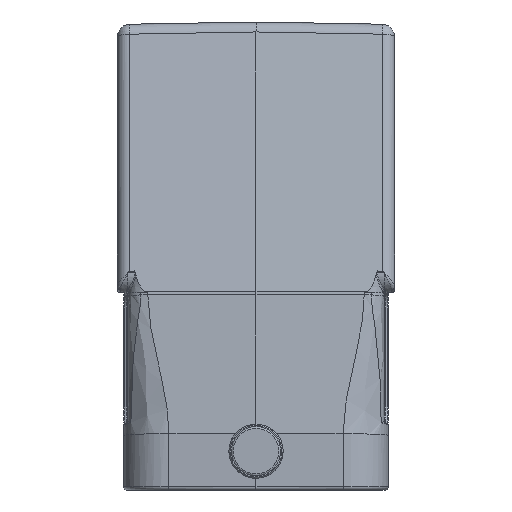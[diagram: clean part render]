
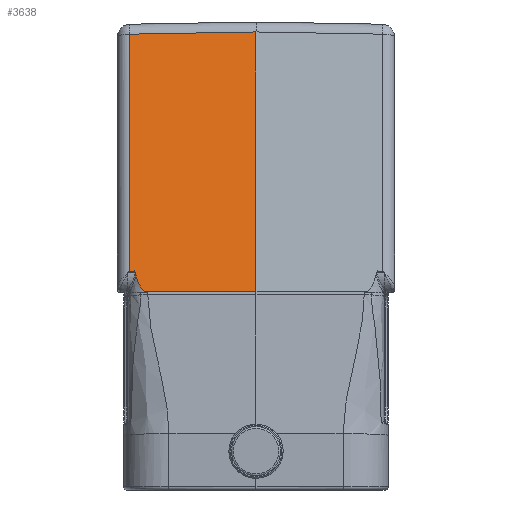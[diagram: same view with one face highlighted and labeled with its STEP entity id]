
A CAD part, left-side view. The second image highlights one B-rep face of the part: STEP entity #3638.
In plain terms, the highlighted planar face has unit normal (-0.982, 0.018, 0.191).
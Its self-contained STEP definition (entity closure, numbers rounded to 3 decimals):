
#3284=CARTESIAN_POINT('',(-57.884,18.118,23.074));
#3285=VERTEX_POINT('',#3284);
#3286=CARTESIAN_POINT('',(-58.195,0.,23.134));
#3287=VERTEX_POINT('',#3286);
#3288=CARTESIAN_POINT('',(-57.884,18.118,23.074));
#3289=DIRECTION('',(-0.017,-1.,0.003));
#3290=VECTOR('',#3289,18.121);
#3291=LINE('',#3288,#3290);
#3292=EDGE_CURVE('',#3285,#3287,#3291,.T.);
#3552=CARTESIAN_POINT('',(-58.195,0.0,23.134));
#3553=DIRECTION('',(-0.981,0.017,0.191));
#3554=DIRECTION('',(0.191,0.,0.982));
#3555=AXIS2_PLACEMENT_3D('',#3552,#3553,#3554);
#3556=PLANE('',#3555);
#3557=CARTESIAN_POINT('',(-57.211,20.535,26.317));
#3558=VERTEX_POINT('',#3557);
#3559=CARTESIAN_POINT('',(-57.204,19.797,26.423));
#3560=VERTEX_POINT('',#3559);
#3561=CARTESIAN_POINT('',(-57.211,20.535,26.317));
#3562=DIRECTION('',(0.01,-0.99,0.141));
#3563=VECTOR('',#3562,0.745);
#3564=LINE('',#3561,#3563);
#3565=EDGE_CURVE('',#3558,#3560,#3564,.T.);
#3566=ORIENTED_EDGE('',*,*,#3565,.T.);
#3567=CARTESIAN_POINT('',(-57.215,19.736,26.367));
#3568=VERTEX_POINT('',#3567);
#3569=CARTESIAN_POINT('',(-57.204,19.797,26.423));
#3570=CARTESIAN_POINT('',(-57.204,19.796,26.422));
#3571=CARTESIAN_POINT('',(-57.204,19.795,26.421));
#3572=CARTESIAN_POINT('',(-57.204,19.794,26.42));
#3573=CARTESIAN_POINT('',(-57.205,19.789,26.416));
#3574=CARTESIAN_POINT('',(-57.206,19.784,26.412));
#3575=CARTESIAN_POINT('',(-57.207,19.78,26.408));
#3576=CARTESIAN_POINT('',(-57.209,19.764,26.396));
#3577=CARTESIAN_POINT('',(-57.212,19.75,26.382));
#3578=CARTESIAN_POINT('',(-57.215,19.736,26.367));
#3579=B_SPLINE_CURVE_WITH_KNOTS('',3,(#3569,#3570,#3571,#3572,#3573,#3574,#3575,#3576,#3577,#3578),.UNSPECIFIED.,.F.,.U.,(4,3,3,4),(0.0,0.054,0.273,1.0),.UNSPECIFIED.);
#3580=EDGE_CURVE('',#3560,#3568,#3579,.T.);
#3581=ORIENTED_EDGE('',*,*,#3580,.T.);
#3582=CARTESIAN_POINT('',(-57.265,19.619,26.121));
#3583=VERTEX_POINT('',#3582);
#3584=CARTESIAN_POINT('',(-57.215,19.736,26.367));
#3585=CARTESIAN_POINT('',(-57.23,19.673,26.299));
#3586=CARTESIAN_POINT('',(-57.248,19.647,26.208));
#3587=CARTESIAN_POINT('',(-57.265,19.619,26.121));
#3588=B_SPLINE_CURVE_WITH_KNOTS('',3,(#3584,#3585,#3586,#3587),.UNSPECIFIED.,.F.,.U.,(4,4),(0.0,1.),.UNSPECIFIED.);
#3589=EDGE_CURVE('',#3568,#3583,#3588,.T.);
#3590=ORIENTED_EDGE('',*,*,#3589,.T.);
#3591=CARTESIAN_POINT('',(-57.297,19.571,25.96));
#3592=VERTEX_POINT('',#3591);
#3593=CARTESIAN_POINT('',(-57.265,19.619,26.121));
#3594=CARTESIAN_POINT('',(-57.271,19.61,26.094));
#3595=CARTESIAN_POINT('',(-57.276,19.601,26.068));
#3596=CARTESIAN_POINT('',(-57.287,19.585,26.014));
#3597=CARTESIAN_POINT('',(-57.292,19.578,25.987));
#3598=CARTESIAN_POINT('',(-57.297,19.571,25.96));
#3599=B_SPLINE_CURVE_WITH_KNOTS('',3,(#3593,#3594,#3595,#3596,#3597,#3598),.UNSPECIFIED.,.F.,.U.,(4,2,4),(-0.017,-0.009,0.0),.UNSPECIFIED.);
#3600=EDGE_CURVE('',#3583,#3592,#3599,.T.);
#3601=ORIENTED_EDGE('',*,*,#3600,.T.);
#3602=CARTESIAN_POINT('',(-57.297,19.57,25.96));
#3603=CARTESIAN_POINT('',(-57.4,19.432,25.447));
#3604=CARTESIAN_POINT('',(-57.51,19.259,24.895));
#3605=CARTESIAN_POINT('',(-57.689,18.879,24.01));
#3606=CARTESIAN_POINT('',(-57.745,18.719,23.733));
#3607=CARTESIAN_POINT('',(-57.818,18.463,23.385));
#3608=CARTESIAN_POINT('',(-57.855,18.311,23.207));
#3609=CARTESIAN_POINT('',(-57.884,18.118,23.074));
#3610=B_SPLINE_CURVE_WITH_KNOTS('',3,(#3602,#3603,#3604,#3605,#3606,#3607,#3608,#3609),.UNSPECIFIED.,.F.,.U.,(4,2,2,4),(0.,0.162,0.294,0.385),.UNSPECIFIED.);
#3611=EDGE_CURVE('',#3592,#3285,#3610,.T.);
#3612=ORIENTED_EDGE('',*,*,#3611,.T.);
#3613=ORIENTED_EDGE('',*,*,#3292,.T.);
#3614=CARTESIAN_POINT('',(-50.012,0.0,65.232));
#3615=VERTEX_POINT('',#3614);
#3616=CARTESIAN_POINT('',(-50.012,0.0,65.232));
#3617=DIRECTION('',(-0.191,0.0,-0.982));
#3618=VECTOR('',#3617,42.886);
#3619=LINE('',#3616,#3618);
#3620=EDGE_CURVE('',#3615,#3287,#3619,.T.);
#3621=ORIENTED_EDGE('',*,*,#3620,.F.);
#3622=CARTESIAN_POINT('',(-49.716,20.535,64.873));
#3623=VERTEX_POINT('',#3622);
#3624=CARTESIAN_POINT('',(-50.012,0.,65.232));
#3625=DIRECTION('',(0.014,1.,-0.017));
#3626=VECTOR('',#3625,20.54);
#3627=LINE('',#3624,#3626);
#3628=EDGE_CURVE('',#3615,#3623,#3627,.T.);
#3629=ORIENTED_EDGE('',*,*,#3628,.T.);
#3630=CARTESIAN_POINT('',(-49.716,20.535,64.873));
#3631=DIRECTION('',(-0.191,0.0,-0.982));
#3632=VECTOR('',#3631,39.278);
#3633=LINE('',#3630,#3632);
#3634=EDGE_CURVE('',#3623,#3558,#3633,.T.);
#3635=ORIENTED_EDGE('',*,*,#3634,.T.);
#3636=EDGE_LOOP('',(#3566,#3581,#3590,#3601,#3612,#3613,#3621,#3629,#3635));
#3637=FACE_OUTER_BOUND('',#3636,.T.);
#3638=ADVANCED_FACE('',(#3637),#3556,.T.);
